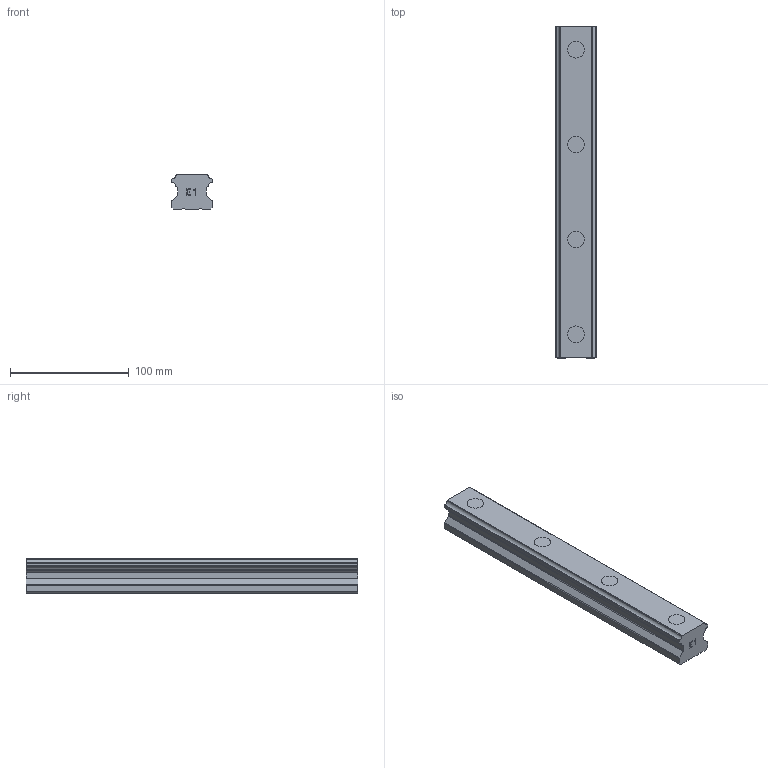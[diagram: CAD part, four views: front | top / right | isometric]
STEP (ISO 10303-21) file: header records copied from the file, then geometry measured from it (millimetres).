
FILE_DESCRIPTION(('STEP AP214'),'1');
FILE_NAME('cctmp_FBB5985B-8BC8-4D67-A99D-5060F61CA034_2020_6_30_11_16_45_335..stp','2020-06-30T09:16:45',('HIWIN GmbH'),('CADClick - www.CADClick.com'),'Spatial InterOp 3D',' ','unknown authorization');
FILE_SCHEMA(('AUTOMOTIVE_DESIGN'));
Length unit declared in the file: millimetre
Products named in the file (1): HGR35R280H_FILE
Bounding box: 34 x 280 x 29 mm (x, y, z)
Volume: 227440.1 mm3; surface area: 42662.5 mm2
Topology: 1 solids, 1 shells, 151 faces, 399 edges, 266 vertices
Faces by surface type: plane 105, cylinder 46
Entity records: 5897 total; most frequent: CARTESIAN_POINT 817, ORIENTED_EDGE 798, DIRECTION 795, EDGE_CURVE 399, LINE 307, VECTOR 307, VERTEX_POINT 266, AXIS2_PLACEMENT_3D 244
